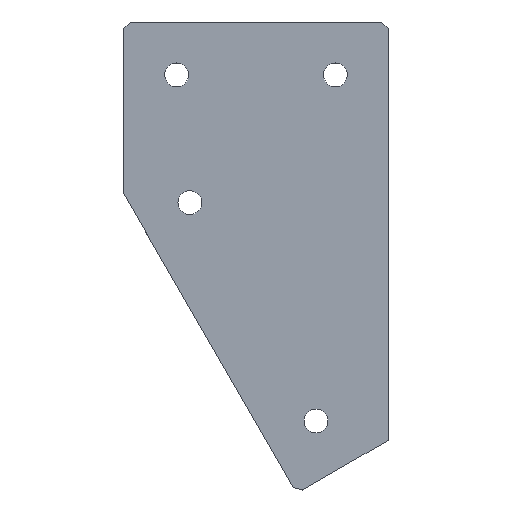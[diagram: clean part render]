
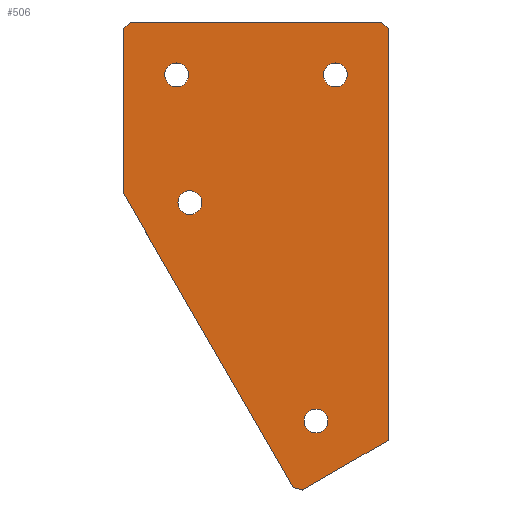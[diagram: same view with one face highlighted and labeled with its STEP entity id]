
A CAD part, top view. The second image highlights one B-rep face of the part: STEP entity #506.
In plain terms, the highlighted planar face has unit normal (0, 0, 1).
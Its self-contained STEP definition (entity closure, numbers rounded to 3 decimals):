
#1 = EDGE_LOOP ( 'NONE', ( #403, #513, #345, #486, #19, #338, #195, #111 ) ) ;
#2 = DIRECTION ( 'NONE',  ( 0., 1., 0. ) ) ;
#10 = EDGE_CURVE ( 'NONE', #584, #369, #329, .T. ) ;
#12 = LINE ( 'NONE', #535, #400 ) ;
#18 = CARTESIAN_POINT ( 'NONE',  ( 20., -20., 0. ) ) ;
#19 = ORIENTED_EDGE ( 'NONE', *, *, #206, .T. ) ;
#20 = EDGE_CURVE ( 'NONE', #59, #74, #477, .T. ) ;
#22 = ORIENTED_EDGE ( 'NONE', *, *, #414, .T. ) ;
#26 = DIRECTION ( 'NONE',  ( 0.966, -0.259, 0. ) ) ;
#28 = ORIENTED_EDGE ( 'NONE', *, *, #565, .T. ) ;
#30 = DIRECTION ( 'NONE',  ( 0., 1., 0. ) ) ;
#32 = AXIS2_PLACEMENT_3D ( 'NONE', #416, #134, #609 ) ;
#39 = FACE_BOUND ( 'NONE', #258, .T. ) ;
#43 = CARTESIAN_POINT ( 'NONE',  ( 25., -63.801, 0. ) ) ;
#55 = VECTOR ( 'NONE', #270, 1000. ) ;
#58 = AXIS2_PLACEMENT_3D ( 'NONE', #336, #528, #498 ) ;
#59 = VERTEX_POINT ( 'NONE', #533 ) ;
#61 = DIRECTION ( 'NONE',  ( 0., 0., -1. ) ) ;
#65 = CARTESIAN_POINT ( 'NONE',  ( 0., -2.5, 0. ) ) ;
#70 = EDGE_CURVE ( 'NONE', #246, #342, #294, .T. ) ;
#74 = VERTEX_POINT ( 'NONE', #119 ) ;
#75 = LINE ( 'NONE', #267, #440 ) ;
#83 = VERTEX_POINT ( 'NONE', #607 ) ;
#84 = LINE ( 'NONE', #463, #180 ) ;
#90 = EDGE_CURVE ( 'NONE', #109, #606, #367, .T. ) ;
#95 = FACE_OUTER_BOUND ( 'NONE', #1, .T. ) ;
#99 = CARTESIAN_POINT ( 'NONE',  ( 97.5, 0., 0. ) ) ;
#106 = CARTESIAN_POINT ( 'NONE',  ( 80., -15.5, 0. ) ) ;
#109 = VERTEX_POINT ( 'NONE', #318 ) ;
#111 = ORIENTED_EDGE ( 'NONE', *, *, #305, .F. ) ;
#119 = CARTESIAN_POINT ( 'NONE',  ( 100., -158.205, 0. ) ) ;
#128 = DIRECTION ( 'NONE',  ( 0., 0., -1. ) ) ;
#134 = DIRECTION ( 'NONE',  ( 0., 0., -1. ) ) ;
#144 = VERTEX_POINT ( 'NONE', #598 ) ;
#149 = CIRCLE ( 'NONE', #473, 4.5 ) ;
#155 = ORIENTED_EDGE ( 'NONE', *, *, #177, .T. ) ;
#159 = ORIENTED_EDGE ( 'NONE', *, *, #595, .T. ) ;
#177 = EDGE_CURVE ( 'NONE', #198, #422, #441, .T. ) ;
#180 = VECTOR ( 'NONE', #228, 1000. ) ;
#184 = DIRECTION ( 'NONE',  ( 1., 0., 0. ) ) ;
#185 = EDGE_CURVE ( 'NONE', #246, #392, #75, .T. ) ;
#186 = AXIS2_PLACEMENT_3D ( 'NONE', #426, #619, #431 ) ;
#190 = EDGE_CURVE ( 'NONE', #83, #144, #453, .T. ) ;
#192 = DIRECTION ( 'NONE',  ( 0., -1., 0. ) ) ;
#193 = ORIENTED_EDGE ( 'NONE', *, *, #190, .T. ) ;
#195 = ORIENTED_EDGE ( 'NONE', *, *, #90, .T. ) ;
#198 = VERTEX_POINT ( 'NONE', #324 ) ;
#200 = CARTESIAN_POINT ( 'NONE',  ( 0., -65., 0. ) ) ;
#206 = EDGE_CURVE ( 'NONE', #59, #574, #84, .T. ) ;
#208 = DIRECTION ( 'NONE',  ( -0.866, -0.5, 0. ) ) ;
#218 = EDGE_CURVE ( 'NONE', #109, #574, #371, .T. ) ;
#226 = VECTOR ( 'NONE', #192, 1000. ) ;
#228 = DIRECTION ( 'NONE',  ( -0.707, 0.707, 0. ) ) ;
#241 = EDGE_LOOP ( 'NONE', ( #159, #193 ) ) ;
#242 = DIRECTION ( 'NONE',  ( 0., 1., 0. ) ) ;
#246 = VERTEX_POINT ( 'NONE', #479 ) ;
#252 = DIRECTION ( 'NONE',  ( 0., 1., 0. ) ) ;
#258 = EDGE_LOOP ( 'NONE', ( #22, #155 ) ) ;
#263 = AXIS2_PLACEMENT_3D ( 'NONE', #589, #449, #304 ) ;
#267 = CARTESIAN_POINT ( 'NONE',  ( -39.716, -148.22, 0. ) ) ;
#269 = CARTESIAN_POINT ( 'NONE',  ( 67.524, -176.955, 0. ) ) ;
#270 = DIRECTION ( 'NONE',  ( -0.707, -0.707, 0. ) ) ;
#275 = FACE_BOUND ( 'NONE', #419, .T. ) ;
#277 = CIRCLE ( 'NONE', #263, 4.5 ) ;
#292 = ORIENTED_EDGE ( 'NONE', *, *, #592, .T. ) ;
#294 = LINE ( 'NONE', #484, #577 ) ;
#304 = DIRECTION ( 'NONE',  ( 0., 1., 0. ) ) ;
#305 = EDGE_CURVE ( 'NONE', #342, #606, #429, .T. ) ;
#306 = DIRECTION ( 'NONE',  ( 1., 0., 0. ) ) ;
#312 = AXIS2_PLACEMENT_3D ( 'NONE', #18, #407, #602 ) ;
#314 = CARTESIAN_POINT ( 'NONE',  ( 1.25, -1.25, 0. ) ) ;
#317 = CARTESIAN_POINT ( 'NONE',  ( 80., -24.5, 0. ) ) ;
#318 = CARTESIAN_POINT ( 'NONE',  ( 2.5, 0., 0. ) ) ;
#324 = CARTESIAN_POINT ( 'NONE',  ( 20., -24.5, 0. ) ) ;
#329 = CIRCLE ( 'NONE', #489, 4.5 ) ;
#334 = CARTESIAN_POINT ( 'NONE',  ( 0., 0., 0. ) ) ;
#336 = CARTESIAN_POINT ( 'NONE',  ( 80., -20., 0. ) ) ;
#338 = ORIENTED_EDGE ( 'NONE', *, *, #218, .F. ) ;
#342 = VERTEX_POINT ( 'NONE', #200 ) ;
#345 = ORIENTED_EDGE ( 'NONE', *, *, #615, .F. ) ;
#346 = CARTESIAN_POINT ( 'NONE',  ( 25., -68.301, 0. ) ) ;
#348 = DIRECTION ( 'NONE',  ( -0.5, 0.866, 0. ) ) ;
#351 = VECTOR ( 'NONE', #242, 1000. ) ;
#367 = LINE ( 'NONE', #314, #55 ) ;
#369 = VERTEX_POINT ( 'NONE', #317 ) ;
#371 = LINE ( 'NONE', #563, #520 ) ;
#384 = CARTESIAN_POINT ( 'NONE',  ( 100., 0., 0. ) ) ;
#386 = CARTESIAN_POINT ( 'NONE',  ( 0., 0., 0. ) ) ;
#390 = CIRCLE ( 'NONE', #593, 4.5 ) ;
#392 = VERTEX_POINT ( 'NONE', #269 ) ;
#400 = VECTOR ( 'NONE', #208, 1000. ) ;
#403 = ORIENTED_EDGE ( 'NONE', *, *, #70, .F. ) ;
#407 = DIRECTION ( 'NONE',  ( 0., 0., -1. ) ) ;
#408 = EDGE_LOOP ( 'NONE', ( #603, #28 ) ) ;
#414 = EDGE_CURVE ( 'NONE', #422, #198, #390, .T. ) ;
#416 = CARTESIAN_POINT ( 'NONE',  ( 72.679, -150.885, 0. ) ) ;
#419 = EDGE_LOOP ( 'NONE', ( #452, #292 ) ) ;
#422 = VERTEX_POINT ( 'NONE', #564 ) ;
#423 = CIRCLE ( 'NONE', #186, 4.5 ) ;
#425 = CARTESIAN_POINT ( 'NONE',  ( 25., -72.801, 0. ) ) ;
#426 = CARTESIAN_POINT ( 'NONE',  ( 25., -68.301, 0. ) ) ;
#429 = LINE ( 'NONE', #334, #351 ) ;
#431 = DIRECTION ( 'NONE',  ( 0., 1., 0. ) ) ;
#432 = CARTESIAN_POINT ( 'NONE',  ( 80., -20., 0. ) ) ;
#440 = VECTOR ( 'NONE', #26, 1000. ) ;
#441 = CIRCLE ( 'NONE', #312, 4.5 ) ;
#449 = DIRECTION ( 'NONE',  ( 0., 0., -1. ) ) ;
#452 = ORIENTED_EDGE ( 'NONE', *, *, #549, .T. ) ;
#453 = CIRCLE ( 'NONE', #32, 4.5 ) ;
#457 = VERTEX_POINT ( 'NONE', #425 ) ;
#463 = CARTESIAN_POINT ( 'NONE',  ( 48.75, 48.75, 0. ) ) ;
#465 = VERTEX_POINT ( 'NONE', #43 ) ;
#473 = AXIS2_PLACEMENT_3D ( 'NONE', #346, #61, #252 ) ;
#474 = DIRECTION ( 'NONE',  ( 0., 0., 1. ) ) ;
#477 = LINE ( 'NONE', #384, #226 ) ;
#479 = CARTESIAN_POINT ( 'NONE',  ( 64.109, -176.04, 0. ) ) ;
#484 = CARTESIAN_POINT ( 'NONE',  ( 0., -65., 0. ) ) ;
#486 = ORIENTED_EDGE ( 'NONE', *, *, #20, .F. ) ;
#489 = AXIS2_PLACEMENT_3D ( 'NONE', #432, #570, #2 ) ;
#498 = DIRECTION ( 'NONE',  ( 0., 1., 0. ) ) ;
#503 = AXIS2_PLACEMENT_3D ( 'NONE', #386, #474, #184 ) ;
#506 = ADVANCED_FACE ( 'NONE', ( #39, #569, #275, #567, #95 ), #617, .T. ) ;
#513 = ORIENTED_EDGE ( 'NONE', *, *, #185, .T. ) ;
#520 = VECTOR ( 'NONE', #306, 1000. ) ;
#528 = DIRECTION ( 'NONE',  ( 0., 0., -1. ) ) ;
#533 = CARTESIAN_POINT ( 'NONE',  ( 100., -2.5, 0. ) ) ;
#535 = CARTESIAN_POINT ( 'NONE',  ( 65.359, -178.205, 0. ) ) ;
#542 = CIRCLE ( 'NONE', #58, 4.5 ) ;
#549 = EDGE_CURVE ( 'NONE', #465, #457, #423, .T. ) ;
#556 = CARTESIAN_POINT ( 'NONE',  ( 20., -20., 0. ) ) ;
#563 = CARTESIAN_POINT ( 'NONE',  ( 0., 0., 0. ) ) ;
#564 = CARTESIAN_POINT ( 'NONE',  ( 20., -15.5, 0. ) ) ;
#565 = EDGE_CURVE ( 'NONE', #369, #584, #542, .T. ) ;
#567 = FACE_BOUND ( 'NONE', #241, .T. ) ;
#569 = FACE_BOUND ( 'NONE', #408, .T. ) ;
#570 = DIRECTION ( 'NONE',  ( 0., 0., -1. ) ) ;
#574 = VERTEX_POINT ( 'NONE', #99 ) ;
#577 = VECTOR ( 'NONE', #348, 1000. ) ;
#584 = VERTEX_POINT ( 'NONE', #106 ) ;
#589 = CARTESIAN_POINT ( 'NONE',  ( 72.679, -150.885, 0. ) ) ;
#592 = EDGE_CURVE ( 'NONE', #457, #465, #149, .T. ) ;
#593 = AXIS2_PLACEMENT_3D ( 'NONE', #556, #128, #30 ) ;
#595 = EDGE_CURVE ( 'NONE', #144, #83, #277, .T. ) ;
#598 = CARTESIAN_POINT ( 'NONE',  ( 72.679, -146.385, 0. ) ) ;
#602 = DIRECTION ( 'NONE',  ( 0., 1., 0. ) ) ;
#603 = ORIENTED_EDGE ( 'NONE', *, *, #10, .T. ) ;
#606 = VERTEX_POINT ( 'NONE', #65 ) ;
#607 = CARTESIAN_POINT ( 'NONE',  ( 72.679, -155.385, 0. ) ) ;
#609 = DIRECTION ( 'NONE',  ( 0., 1., 0. ) ) ;
#615 = EDGE_CURVE ( 'NONE', #74, #392, #12, .T. ) ;
#617 = PLANE ( 'NONE',  #503 ) ;
#619 = DIRECTION ( 'NONE',  ( 0., 0., -1. ) ) ;
